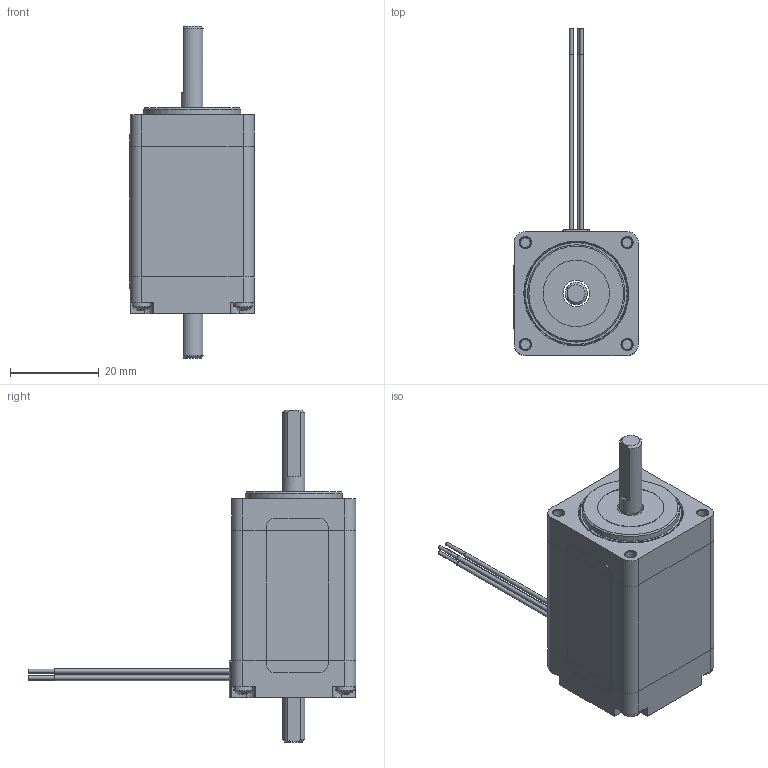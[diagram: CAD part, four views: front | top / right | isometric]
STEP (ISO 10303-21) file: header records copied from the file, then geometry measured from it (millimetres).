
FILE_DESCRIPTION(/* description */ (''),/* implementation_level */ '2;1');
FILE_NAME(/* name */ '11H2045-100-4BL.stp',/* time_stamp */ '2020-08-24T12:54:16+08:00',/* author */ ('dzp-qch5853'),/* organization */ (''),/* preprocessor_version */ 'ST-DEVELOPER v16.1',/* originating_system */ 'Autodesk Inventor 2016',/* authorisation */ '');
FILE_SCHEMA (('AUTOMOTIVE_DESIGN { 1 0 10303 214 3 1 1 }'));
Length unit declared in the file: millimetre
Products named in the file (12): 01-162-2引出线丝杆电机后盖; 07-009(687ZZ); ; 12-015-1(11H2034前骨架改); 12-053(PCB板); 12-054-1 2 3(后引出线骨架）; 02-149-1(11H2034 1A定子总成); 01-161-2丝杆电机前盖; 09-007-1（红）; 28单厚螺钉; 28双厚标签; 11H2033-4D-100-001
Assembly tree (17 placements, depth 3):
  11H2033-4D-100-001
    01-162-2引出线丝杆电机后盖
    07-009(687ZZ)
    02-149-1(11H2034 1A定子总成)
  
      12-015-1(11H2034前骨架改)
      12-053(PCB板)
      12-054-1 2 3(后引出线骨架）
    01-161-2丝杆电机前盖
    09-007-1（红）  x4
    28单厚螺钉  x4
    28双厚标签
Bounding box: 28.1 x 74 x 75 mm (x, y, z)
Volume: 19708 mm3; surface area: 29387.6 mm2
Topology: 35 solids, 35 shells, 1747 faces, 4876 edges, 3233 vertices
Faces by surface type: plane 1021, cylinder 698, cone 22, sphere 4, bspline 2
Full cylindrical faces by diameter (mm): 0.8 x4, 1 x4, 1.2 x8, 2.2 x4, 2.5 x4, 2.8 x4, 3 x4, 4.2 x4, 5 x2, 6 x1, 7 x1, 8 x1, 11 x1, 14 x3, 15 x1, 16.92 x2, 17 x1, 17.8 x2, 22 x1, 23 x1
Entity records: 55200 total; most frequent: CARTESIAN_POINT 10015, DIRECTION 9562, ORIENTED_EDGE 9310, EDGE_CURVE 4655, AXIS2_PLACEMENT_3D 3213, LINE 3136, VECTOR 3136, VERTEX_POINT 3125
